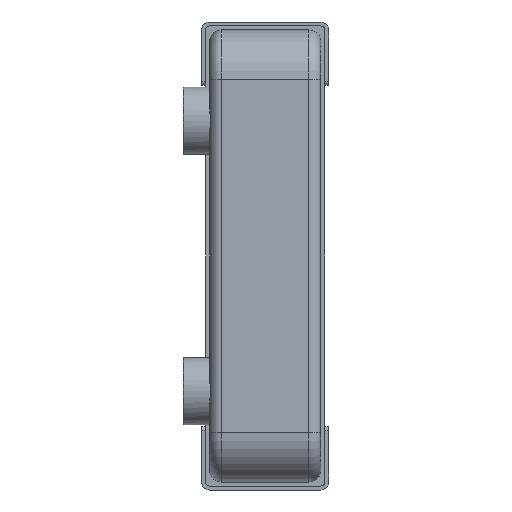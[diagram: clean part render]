
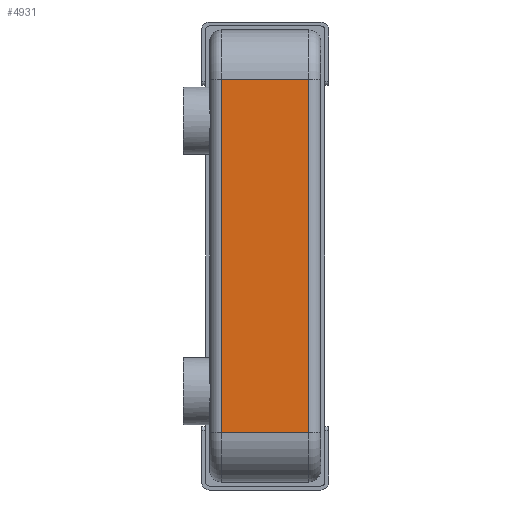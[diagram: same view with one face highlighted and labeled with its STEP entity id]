
A CAD part, left-side view. The second image highlights one B-rep face of the part: STEP entity #4931.
In plain terms, the highlighted planar face has unit normal (-1, 0, 0).
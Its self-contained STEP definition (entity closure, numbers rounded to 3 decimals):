
#216=PLANE('',#5357);
#457=FACE_OUTER_BOUND('',#744,.T.);
#744=EDGE_LOOP('',(#4065,#4066,#4067,#4068));
#1054=LINE('',#12204,#1512);
#1064=LINE('',#12273,#1522);
#1070=LINE('',#12291,#1528);
#1071=LINE('',#12293,#1529);
#1512=VECTOR('',#6264,10.);
#1522=VECTOR('',#6326,10.);
#1528=VECTOR('',#6348,10.);
#1529=VECTOR('',#6351,10.);
#2228=VERTEX_POINT('',#12178);
#2232=VERTEX_POINT('',#12202);
#2248=VERTEX_POINT('',#12265);
#2250=VERTEX_POINT('',#12271);
#2855=EDGE_CURVE('',#2232,#2228,#1054,.T.);
#2882=EDGE_CURVE('',#2250,#2248,#1064,.T.);
#2892=EDGE_CURVE('',#2248,#2232,#1070,.T.);
#2893=EDGE_CURVE('',#2228,#2250,#1071,.T.);
#4065=ORIENTED_EDGE('',*,*,#2855,.F.);
#4066=ORIENTED_EDGE('',*,*,#2892,.F.);
#4067=ORIENTED_EDGE('',*,*,#2882,.F.);
#4068=ORIENTED_EDGE('',*,*,#2893,.F.);
#4931=ADVANCED_FACE('',(#457),#216,.T.);
#5357=AXIS2_PLACEMENT_3D('',#12292,#6349,#6350);
#6264=DIRECTION('',(0.,0.,1.));
#6326=DIRECTION('',(0.,0.,-1.));
#6348=DIRECTION('',(0.,1.,0.));
#6349=DIRECTION('center_axis',(-1.,0.,0.));
#6350=DIRECTION('ref_axis',(0.,0.,1.));
#6351=DIRECTION('',(0.,-1.,0.));
#12178=CARTESIAN_POINT('',(-82.,11.,44.5));
#12202=CARTESIAN_POINT('',(-82.,11.,-44.5));
#12204=CARTESIAN_POINT('',(-82.,11.,28.5));
#12265=CARTESIAN_POINT('',(-82.,-11.,-44.5));
#12271=CARTESIAN_POINT('',(-82.,-11.,44.5));
#12273=CARTESIAN_POINT('',(-82.,-11.,-28.5));
#12291=CARTESIAN_POINT('',(-82.,7.,-44.5));
#12292=CARTESIAN_POINT('Origin',(-82.,0.,0.));
#12293=CARTESIAN_POINT('',(-82.,-7.,44.5));
